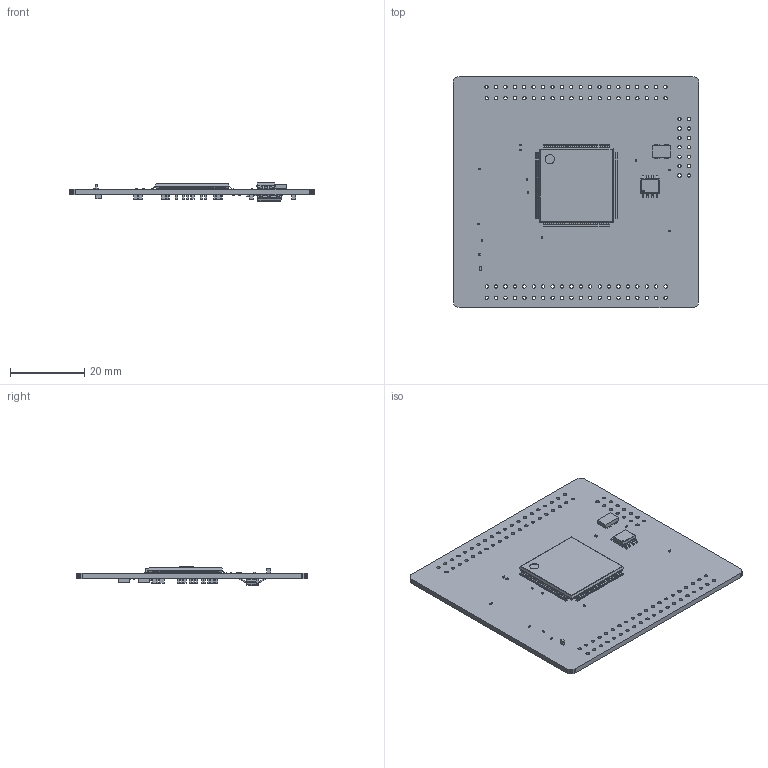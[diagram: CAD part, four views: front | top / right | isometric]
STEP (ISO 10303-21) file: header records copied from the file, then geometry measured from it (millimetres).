
FILE_DESCRIPTION(('Open CASCADE Model'),'2;1');
FILE_NAME('Open CASCADE Shape Model','2020-03-19T17:18:04',('Author'),( 'Open CASCADE'),'Open CASCADE STEP processor 6.8','Open CASCADE 6.8' ,'Unknown');
FILE_SCHEMA(('AUTOMOTIVE_DESIGN { 1 0 10303 214 1 1 1 1 }'));
Length unit declared in the file: millimetre
Products named in the file (114): PCB; Board; Open CASCADE STEP translator 6.8 1.1.1; R27; 6007273200; term1; term2; body; C12; 6160042480; Extruded; R28; 6007265040; Y1; 6007259360; Body; ('pin',_'1'); ('pin',_'2'); ('pin',_'3'); ('pin',_'4'); R34; R33; R30; 6007265600; R29; 6007264640; R26; R25; R22; R21; R20; 6007273520; R19; R18; R17; R16; R15; R14; R13; R10 ...
Assembly tree (161 placements, depth 4):
  PCB
    Board
      Open CASCADE STEP translator 6.8 1.1.1
    R27
      6007273200
        term1
        term2
        body
    C12
      6160042480
        Extruded
    R28
      6007265040
        term1
        term2
        body
    Y1
      6007259360
        Body
        ('pin',_'1')
        ('pin',_'2')
        ('pin',_'3')
        ('pin',_'4')
    R34
      6007265040
        term1
        term2
        body
    R33
      6007265040
        term1
        term2
        body
    R30
      6007265600
        term1
        term2
        body
    R29
      6007264640
        term1
        term2
        body
    R26
      6007273200
        term1
        term2
        body
    R25
      6007264640
        term1
        term2
        body
    R22
      6007264640
        term1
        term2
        body
    R21
      6007265040
Bounding box: 66.15 x 62.34 x 4.97 mm (x, y, z)
Volume: 6480.6 mm3; surface area: 10360 mm2
Topology: 289 solids, 289 shells, 3006 faces, 7221 edges, 4798 vertices
Faces by surface type: plane 2415, cylinder 591
Full cylindrical faces by diameter (mm): 0.125 x2, 0.438 x1, 0.487 x1, 0.9 x94, 2.5 x1
Entity records: 76761 total; most frequent: CARTESIAN_POINT 12795, DIRECTION 12507, ORIENTED_EDGE 12234, EDGE_CURVE 6117, LINE 4959, VECTOR 4959, VERTEX_POINT 4062, AXIS2_PLACEMENT_3D 3774
